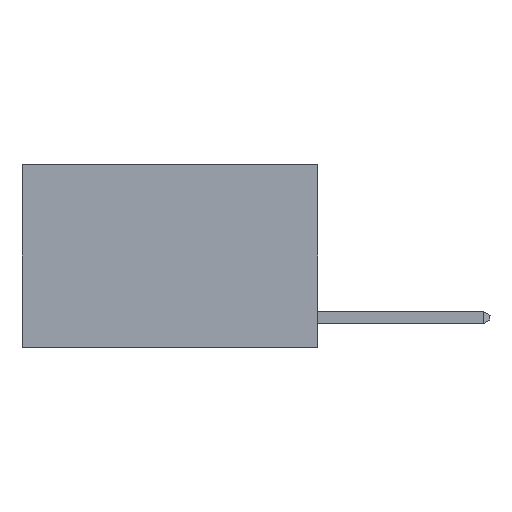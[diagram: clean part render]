
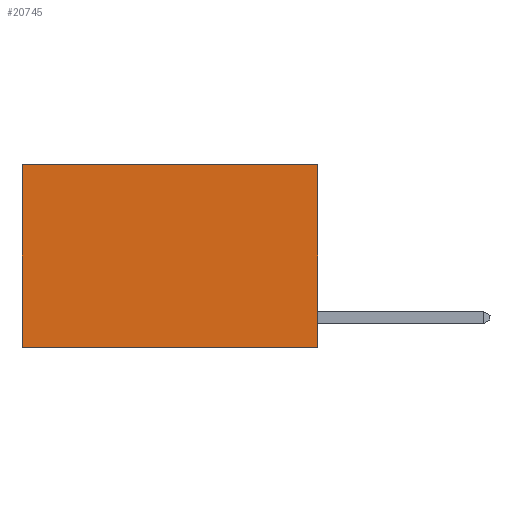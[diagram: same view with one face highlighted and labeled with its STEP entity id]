
A CAD part, left-side view. The second image highlights one B-rep face of the part: STEP entity #20745.
In plain terms, the highlighted planar face has unit normal (-1, 0, 0).
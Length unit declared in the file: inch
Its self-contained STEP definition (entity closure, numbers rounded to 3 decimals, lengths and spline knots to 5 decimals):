
#75 = VERTEX_POINT ( 'NONE', #7533 ) ;
#132 = CARTESIAN_POINT ( 'NONE',  ( 0.2625, 0., 0. ) ) ;
#631 = FACE_OUTER_BOUND ( 'NONE', #8456, .T. ) ;
#1468 = AXIS2_PLACEMENT_3D ( 'NONE', #12726, #8792, #22959 ) ;
#1934 = CARTESIAN_POINT ( 'NONE',  ( 0.2625, 0., 0. ) ) ;
#3858 = VERTEX_POINT ( 'NONE', #4110 ) ;
#4110 = CARTESIAN_POINT ( 'NONE',  ( 0.2625, 0.6, 0. ) ) ;
#5602 = EDGE_CURVE ( 'NONE', #3858, #20943, #19740, .T. ) ;
#6242 = ORIENTED_EDGE ( 'NONE', *, *, #5602, .T. ) ;
#7270 = EDGE_CURVE ( 'NONE', #75, #20943, #11426, .T. ) ;
#7533 = CARTESIAN_POINT ( 'NONE',  ( 0.2625, 0., -0.37 ) ) ;
#7799 = LINE ( 'NONE', #132, #19197 ) ;
#8236 = LINE ( 'NONE', #1934, #23746 ) ;
#8456 = EDGE_LOOP ( 'NONE', ( #6242, #15595, #21725, #10054 ) ) ;
#8792 = DIRECTION ( 'NONE',  ( 1., 0., 0. ) ) ;
#10054 = ORIENTED_EDGE ( 'NONE', *, *, #22442, .T. ) ;
#10094 = CARTESIAN_POINT ( 'NONE',  ( 0.2625, 0., 0. ) ) ;
#10559 = DIRECTION ( 'NONE',  ( 0., 1., 0. ) ) ;
#10808 = VECTOR ( 'NONE', #10559, 39.37008 ) ;
#11426 = LINE ( 'NONE', #12563, #10808 ) ;
#11721 = DIRECTION ( 'NONE',  ( 0., 0., -1. ) ) ;
#12563 = CARTESIAN_POINT ( 'NONE',  ( 0.2625, 0., -0.37 ) ) ;
#12726 = CARTESIAN_POINT ( 'NONE',  ( 0.2625, 0., 0. ) ) ;
#13738 = CARTESIAN_POINT ( 'NONE',  ( 0.2625, 0.6, 0. ) ) ;
#14038 = DIRECTION ( 'NONE',  ( 0., 1., 0. ) ) ;
#14663 = PLANE ( 'NONE',  #1468 ) ;
#14897 = VERTEX_POINT ( 'NONE', #10094 ) ;
#15595 = ORIENTED_EDGE ( 'NONE', *, *, #7270, .F. ) ;
#17785 = EDGE_CURVE ( 'NONE', #14897, #75, #7799, .T. ) ;
#18304 = DIRECTION ( 'NONE',  ( 0., 0., -1. ) ) ;
#19124 = VECTOR ( 'NONE', #11721, 39.37008 ) ;
#19197 = VECTOR ( 'NONE', #18304, 39.37008 ) ;
#19740 = LINE ( 'NONE', #13738, #19124 ) ;
#20745 = ADVANCED_FACE ( 'NONE', ( #631 ), #14663, .F. ) ;
#20943 = VERTEX_POINT ( 'NONE', #21522 ) ;
#21522 = CARTESIAN_POINT ( 'NONE',  ( 0.2625, 0.6, -0.37 ) ) ;
#21725 = ORIENTED_EDGE ( 'NONE', *, *, #17785, .F. ) ;
#22442 = EDGE_CURVE ( 'NONE', #14897, #3858, #8236, .T. ) ;
#22959 = DIRECTION ( 'NONE',  ( 0., 0., -1. ) ) ;
#23746 = VECTOR ( 'NONE', #14038, 39.37008 ) ;
